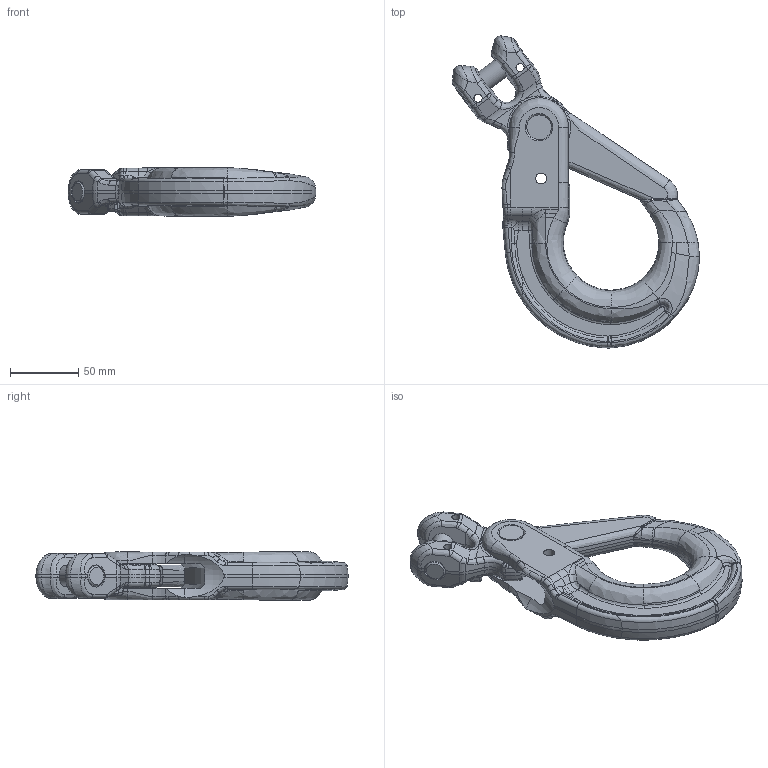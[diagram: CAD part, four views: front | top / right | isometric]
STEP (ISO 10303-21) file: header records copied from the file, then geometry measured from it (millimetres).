
FILE_DESCRIPTION(('CATIA V5 STEP Exchange'),'2;1');
FILE_NAME('8-026-13.stp','2017-06-07T08:14:50+00:00',('none'),('none'),'CATIA Version 5 Release 21 GA (IN-10)','CATIA V5 STEP AP203','none');
FILE_SCHEMA(('CONFIG_CONTROL_DESIGN'));
Products named in the file (1): 8-026-13
Assembly tree (4 placements, depth 2):
  8-026-13
    #58
    #23592
    #52975
    #53079
Bounding box: 181.48 x 228.83 x 35.61 mm (x, y, z)
Volume: 380227 mm3; surface area: 73549 mm2
Topology: 4 solids, 4 shells, 666 faces, 2089 edges, 1407 vertices
Faces by surface type: bspline 347, cylinder 117, plane 92, torus 54, cone 42, sphere 8, extrusion 4, revolution 2
Entity records: 53443 total; most frequent: CARTESIAN_POINT 39023, ORIENTED_EDGE 4154, EDGE_CURVE 2077, B_SPLINE_CURVE_WITH_KNOTS 1488, VERTEX_POINT 1407, DIRECTION 1136, EDGE_LOOP 676, ADVANCED_FACE 666
